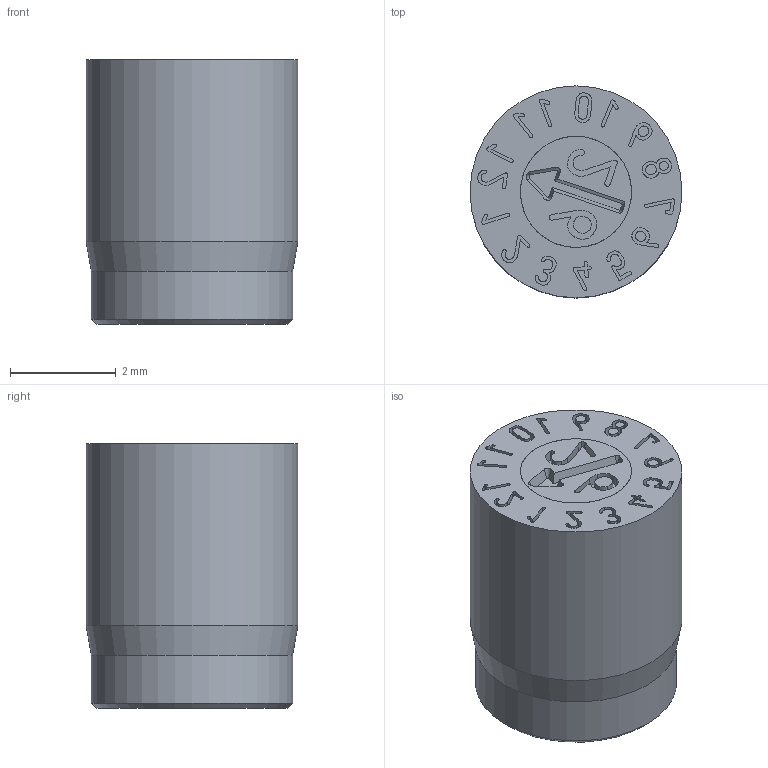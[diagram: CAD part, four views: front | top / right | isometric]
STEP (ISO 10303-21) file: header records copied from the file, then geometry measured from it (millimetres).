
FILE_DESCRIPTION(/* description */ (''),/* implementation_level */ '2;1');
FILE_NAME(/* name */ 'Dati-1300_A$4$Jahr.stp',/* time_stamp */ '2025-08-11T16:18:15+02:00',/* author */ ('olafg'),/* organization */ (''),/* preprocessor_version */ 'ST-DEVELOPER v20',/* originating_system */ 'Autodesk Inventor 2024',/* authorisation */ '');
FILE_SCHEMA (('AUTOMOTIVE_DESIGN { 1 0 10303 214 3 1 1 }'));
Length unit declared in the file: millimetre
Products named in the file (3): Zusammenbau 1004; 1004-01-00 Hülse; 2004-05-00 Stelleinsatz
Assembly tree (2 placements, depth 2):
  Zusammenbau 1004
    1004-01-00 Hülse
    2004-05-00 Stelleinsatz
Bounding box: 4 x 4 x 5 mm (x, y, z)
Volume: 54.7 mm3; surface area: 146.9 mm2
Topology: 2 solids, 4 shells, 357 faces, 968 edges, 645 vertices
Faces by surface type: bspline 213, plane 121, cone 14, cylinder 8, torus 1
Full cylindrical faces by diameter (mm): 1.1 x2, 2.1 x2, 3.8 x1, 4 x1
Entity records: 12641 total; most frequent: CARTESIAN_POINT 5008, ORIENTED_EDGE 1936, EDGE_CURVE 968, DIRECTION 864, VERTEX_POINT 645, LINE 486, VECTOR 486, B_SPLINE_CURVE_WITH_KNOTS 432
